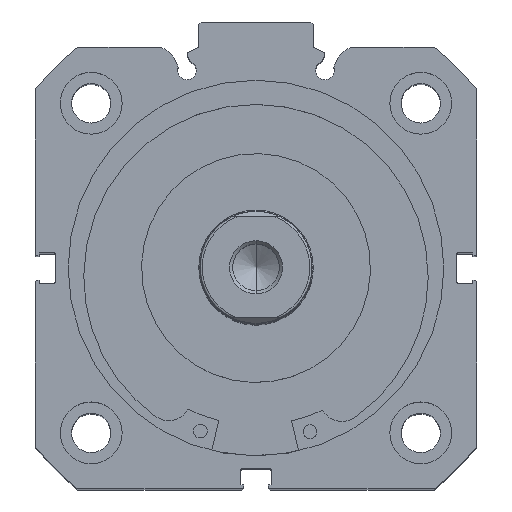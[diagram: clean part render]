
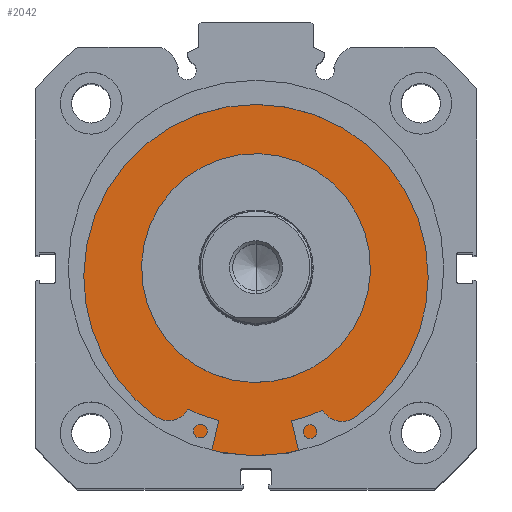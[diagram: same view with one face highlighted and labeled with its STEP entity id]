
A CAD part, top view. The second image highlights one B-rep face of the part: STEP entity #2042.
In plain terms, the highlighted face is planar.
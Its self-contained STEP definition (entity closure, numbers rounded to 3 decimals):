
#1123 = EDGE_CURVE ( 'NONE', #7083, #7055, #4856, .T. ) ;
#1128 = EDGE_CURVE ( 'NONE', #7013, #7031, #4867, .T. ) ;
#1136 = EDGE_CURVE ( 'NONE', #7031, #7013, #4882, .T. ) ;
#1137 = EDGE_CURVE ( 'NONE', #7055, #7083, #4884, .T. ) ;
#1436 = AXIS2_PLACEMENT_3D ( 'NONE', #4229, #4230, #4231 ) ;
#1440 = AXIS2_PLACEMENT_3D ( 'NONE', #4239, #4240, #4241 ) ;
#1444 = AXIS2_PLACEMENT_3D ( 'NONE', #4256, #4263, #4264 ) ;
#1445 = AXIS2_PLACEMENT_3D ( 'NONE', #4259, #4266, #4267 ) ;
#1660 = AXIS2_PLACEMENT_3D ( 'NONE', #6221, #6223, #6224 ) ;
#2042 = ADVANCED_FACE ( 'NONE', ( #5365, #5371 ), #6222, .F. ) ;
#2235 = ORIENTED_EDGE ( 'NONE', *, *, #1128, .F. ) ;
#2236 = ORIENTED_EDGE ( 'NONE', *, *, #1136, .F. ) ;
#2237 = ORIENTED_EDGE ( 'NONE', *, *, #1123, .T. ) ;
#2238 = ORIENTED_EDGE ( 'NONE', *, *, #1137, .T. ) ;
#2532 = EDGE_LOOP ( 'NONE', ( #2237, #2238 ) ) ;
#2695 = EDGE_LOOP ( 'NONE', ( #2235, #2236 ) ) ;
#4229 = CARTESIAN_POINT ( 'NONE',  ( 4., 0., 0. ) ) ;
#4230 = DIRECTION ( 'NONE',  ( -1., 0., 0. ) ) ;
#4231 = DIRECTION ( 'NONE',  ( 0., 0., 1. ) ) ;
#4239 = CARTESIAN_POINT ( 'NONE',  ( 4., 0., 0. ) ) ;
#4240 = DIRECTION ( 'NONE',  ( -1., 0., 0. ) ) ;
#4241 = DIRECTION ( 'NONE',  ( 0., 0., 1. ) ) ;
#4256 = CARTESIAN_POINT ( 'NONE',  ( 4., 0., 0. ) ) ;
#4259 = CARTESIAN_POINT ( 'NONE',  ( 4., 0., 0. ) ) ;
#4263 = DIRECTION ( 'NONE',  ( -1., 0., 0. ) ) ;
#4264 = DIRECTION ( 'NONE',  ( 0., 0., 1. ) ) ;
#4266 = DIRECTION ( 'NONE',  ( -1., 0., 0. ) ) ;
#4267 = DIRECTION ( 'NONE',  ( 0., 0., 1. ) ) ;
#4856 = CIRCLE ( 'NONE', #1436, 41. ) ;
#4867 = CIRCLE ( 'NONE', #1440, 25. ) ;
#4882 = CIRCLE ( 'NONE', #1444, 25. ) ;
#4884 = CIRCLE ( 'NONE', #1445, 41. ) ;
#5365 = FACE_BOUND ( 'NONE', #2695, .T. ) ;
#5371 = FACE_OUTER_BOUND ( 'NONE', #2532, .T. ) ;
#6221 = CARTESIAN_POINT ( 'NONE',  ( 4., 41., 0. ) ) ;
#6222 = PLANE ( 'NONE',  #1660 ) ;
#6223 = DIRECTION ( 'NONE',  ( 1., 0., 0. ) ) ;
#6224 = DIRECTION ( 'NONE',  ( 0., 0., -1. ) ) ;
#6611 = CARTESIAN_POINT ( 'NONE',  ( 4., 0., 25. ) ) ;
#6629 = CARTESIAN_POINT ( 'NONE',  ( 4., 0., -25. ) ) ;
#6653 = CARTESIAN_POINT ( 'NONE',  ( 4., 0., -41. ) ) ;
#6681 = CARTESIAN_POINT ( 'NONE',  ( 4., 0., 41. ) ) ;
#7013 = VERTEX_POINT ( 'NONE', #6611 ) ;
#7031 = VERTEX_POINT ( 'NONE', #6629 ) ;
#7055 = VERTEX_POINT ( 'NONE', #6653 ) ;
#7083 = VERTEX_POINT ( 'NONE', #6681 ) ;
